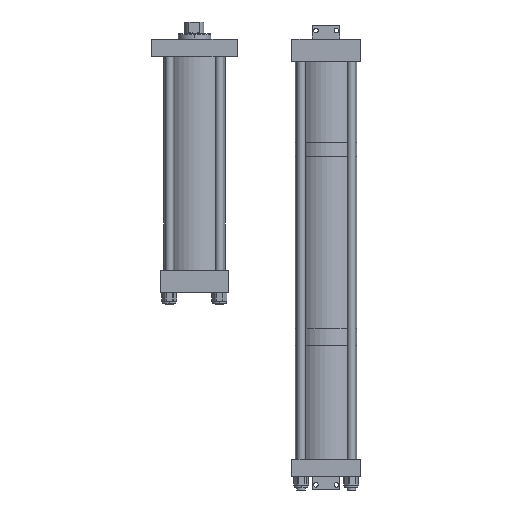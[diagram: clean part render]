
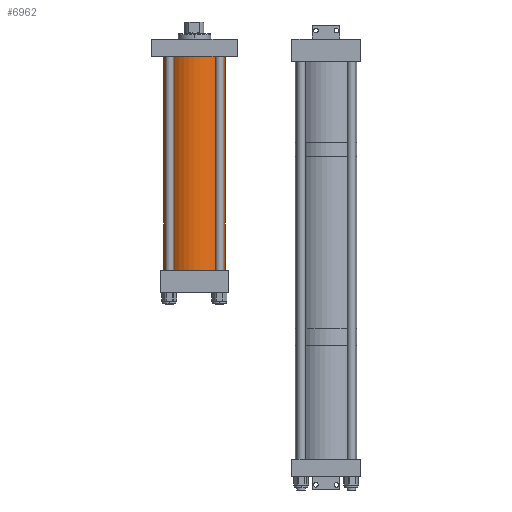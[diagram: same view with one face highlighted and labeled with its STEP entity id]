
A CAD part, front view. The second image highlights one B-rep face of the part: STEP entity #6962.
In plain terms, the highlighted cylindrical face has radius 57.15 mm (diameter 114.3 mm), a partial arc.
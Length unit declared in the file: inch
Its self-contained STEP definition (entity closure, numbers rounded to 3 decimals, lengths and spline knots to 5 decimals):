
#9 = CARTESIAN_POINT ( 'NONE',  ( -2.25, 0., 15.625 ) ) ;
#309 = VECTOR ( 'NONE', #11476, 39.37008 ) ;
#743 = DIRECTION ( 'NONE',  ( 0., 0., 1. ) ) ;
#925 = CYLINDRICAL_SURFACE ( 'NONE', #11663, 2.25 ) ;
#2091 = CIRCLE ( 'NONE', #10213, 2.25 ) ;
#2142 = LINE ( 'NONE', #11880, #11960 ) ;
#3044 = AXIS2_PLACEMENT_3D ( 'NONE', #12694, #743, #12745 ) ;
#3242 = DIRECTION ( 'NONE',  ( -1., 0., 0. ) ) ;
#3720 = DIRECTION ( 'NONE',  ( 0., 0., 1. ) ) ;
#3774 = CARTESIAN_POINT ( 'NONE',  ( 0., 0., 0. ) ) ;
#3887 = VERTEX_POINT ( 'NONE', #11426 ) ;
#4311 = CARTESIAN_POINT ( 'NONE',  ( 0., 0., 15.625 ) ) ;
#4825 = DIRECTION ( 'NONE',  ( 1., 0., 0. ) ) ;
#4892 = ORIENTED_EDGE ( 'NONE', *, *, #12292, .F. ) ;
#5350 = DIRECTION ( 'NONE',  ( 0., 0., -1. ) ) ;
#5480 = EDGE_LOOP ( 'NONE', ( #4892, #5546, #12676, #6689 ) ) ;
#5515 = CARTESIAN_POINT ( 'NONE',  ( 2.25, 0., 15.625 ) ) ;
#5546 = ORIENTED_EDGE ( 'NONE', *, *, #6154, .F. ) ;
#6154 = EDGE_CURVE ( 'NONE', #8880, #7140, #8989, .T. ) ;
#6689 = ORIENTED_EDGE ( 'NONE', *, *, #7145, .T. ) ;
#6962 = ADVANCED_FACE ( 'NONE', ( #7961 ), #925, .T. ) ;
#7140 = VERTEX_POINT ( 'NONE', #5515 ) ;
#7145 = EDGE_CURVE ( 'NONE', #7612, #3887, #2091, .T. ) ;
#7612 = VERTEX_POINT ( 'NONE', #11381 ) ;
#7961 = FACE_OUTER_BOUND ( 'NONE', #5480, .T. ) ;
#8880 = VERTEX_POINT ( 'NONE', #9 ) ;
#8989 = CIRCLE ( 'NONE', #3044, 2.25 ) ;
#10213 = AXIS2_PLACEMENT_3D ( 'NONE', #3774, #3720, #4825 ) ;
#10755 = DIRECTION ( 'NONE',  ( 0., 0., -1. ) ) ;
#11381 = CARTESIAN_POINT ( 'NONE',  ( -2.25, 0., 0. ) ) ;
#11426 = CARTESIAN_POINT ( 'NONE',  ( 2.25, 0., 0. ) ) ;
#11476 = DIRECTION ( 'NONE',  ( 0., 0., -1. ) ) ;
#11663 = AXIS2_PLACEMENT_3D ( 'NONE', #4311, #10755, #3242 ) ;
#11880 = CARTESIAN_POINT ( 'NONE',  ( 2.25, 0., 15.625 ) ) ;
#11960 = VECTOR ( 'NONE', #5350, 39.37008 ) ;
#11967 = LINE ( 'NONE', #12475, #309 ) ;
#12292 = EDGE_CURVE ( 'NONE', #7140, #3887, #2142, .T. ) ;
#12475 = CARTESIAN_POINT ( 'NONE',  ( -2.25, 0., 15.625 ) ) ;
#12676 = ORIENTED_EDGE ( 'NONE', *, *, #13790, .T. ) ;
#12694 = CARTESIAN_POINT ( 'NONE',  ( 0., 0., 15.625 ) ) ;
#12745 = DIRECTION ( 'NONE',  ( 1., 0., 0. ) ) ;
#13790 = EDGE_CURVE ( 'NONE', #8880, #7612, #11967, .T. ) ;
